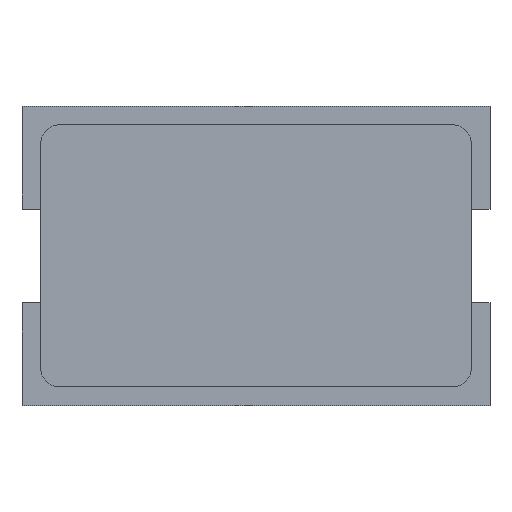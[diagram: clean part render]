
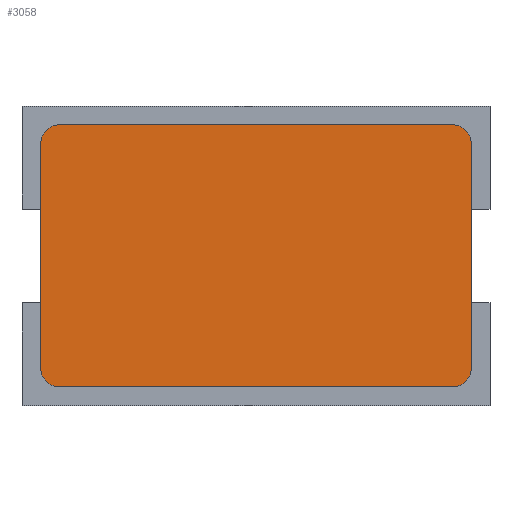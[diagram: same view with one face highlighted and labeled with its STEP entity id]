
A CAD part, top view. The second image highlights one B-rep face of the part: STEP entity #3058.
In plain terms, the highlighted planar face has unit normal (0, 0, 1).
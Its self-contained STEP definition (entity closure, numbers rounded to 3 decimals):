
#125 = ORIENTED_EDGE ( 'NONE', *, *, #1817, .T. ) ;
#137 = EDGE_CURVE ( 'NONE', #1444, #2820, #3205, .T. ) ;
#154 = DIRECTION ( 'NONE',  ( 0., 0., 1. ) ) ;
#205 = DIRECTION ( 'NONE',  ( 1., 0., 0. ) ) ;
#443 = ORIENTED_EDGE ( 'NONE', *, *, #1748, .T. ) ;
#584 = AXIS2_PLACEMENT_3D ( 'NONE', #847, #2113, #3375 ) ;
#599 = VECTOR ( 'NONE', #1922, 1000. ) ;
#623 = EDGE_CURVE ( 'NONE', #633, #1099, #3522, .T. ) ;
#633 = VERTEX_POINT ( 'NONE', #1815 ) ;
#660 = CARTESIAN_POINT ( 'NONE',  ( 2.3, -1.4, 1.4 ) ) ;
#705 = DIRECTION ( 'NONE',  ( -1., 0., 0. ) ) ;
#847 = CARTESIAN_POINT ( 'NONE',  ( -2.1, 1.2, 1.4 ) ) ;
#1037 = ORIENTED_EDGE ( 'NONE', *, *, #3499, .T. ) ;
#1038 = CIRCLE ( 'NONE', #4076, 0.2 ) ;
#1060 = VECTOR ( 'NONE', #205, 1000. ) ;
#1099 = VERTEX_POINT ( 'NONE', #1760 ) ;
#1169 = CARTESIAN_POINT ( 'NONE',  ( 2.1, -1.2, 1.4 ) ) ;
#1201 = CARTESIAN_POINT ( 'NONE',  ( -2.3, 1.4, 1.4 ) ) ;
#1202 = DIRECTION ( 'NONE',  ( 0., 0., -1. ) ) ;
#1283 = VERTEX_POINT ( 'NONE', #1976 ) ;
#1323 = CIRCLE ( 'NONE', #3055, 0.2 ) ;
#1347 = DIRECTION ( 'NONE',  ( 0., -1., 0. ) ) ;
#1388 = EDGE_CURVE ( 'NONE', #1283, #1543, #1038, .T. ) ;
#1420 = DIRECTION ( 'NONE',  ( -1., 0., 0. ) ) ;
#1444 = VERTEX_POINT ( 'NONE', #3044 ) ;
#1516 = FACE_OUTER_BOUND ( 'NONE', #2906, .T. ) ;
#1543 = VERTEX_POINT ( 'NONE', #3721 ) ;
#1628 = ORIENTED_EDGE ( 'NONE', *, *, #1388, .T. ) ;
#1748 = EDGE_CURVE ( 'NONE', #2431, #1444, #3679, .T. ) ;
#1760 = CARTESIAN_POINT ( 'NONE',  ( 2.3, -1.2, 1.4 ) ) ;
#1786 = LINE ( 'NONE', #3052, #1060 ) ;
#1815 = CARTESIAN_POINT ( 'NONE',  ( 2.1, -1.4, 1.4 ) ) ;
#1817 = EDGE_CURVE ( 'NONE', #1543, #2431, #4032, .T. ) ;
#1922 = DIRECTION ( 'NONE',  ( 0., 1., 0. ) ) ;
#1976 = CARTESIAN_POINT ( 'NONE',  ( 2.3, 1.2, 1.4 ) ) ;
#2062 = ORIENTED_EDGE ( 'NONE', *, *, #3388, .T. ) ;
#2099 = CARTESIAN_POINT ( 'NONE',  ( -2.1, 1.4, 1.4 ) ) ;
#2113 = DIRECTION ( 'NONE',  ( 0., 0., 1. ) ) ;
#2275 = CARTESIAN_POINT ( 'NONE',  ( -2.1, -1.2, 1.4 ) ) ;
#2431 = VERTEX_POINT ( 'NONE', #2099 ) ;
#2434 = DIRECTION ( 'NONE',  ( 0., 0., 1. ) ) ;
#2466 = DIRECTION ( 'NONE',  ( -1., 0., 0. ) ) ;
#2467 = DIRECTION ( 'NONE',  ( -1., 0., 0. ) ) ;
#2483 = ORIENTED_EDGE ( 'NONE', *, *, #623, .T. ) ;
#2541 = ORIENTED_EDGE ( 'NONE', *, *, #3548, .T. ) ;
#2784 = PLANE ( 'NONE',  #3309 ) ;
#2820 = VERTEX_POINT ( 'NONE', #3794 ) ;
#2906 = EDGE_LOOP ( 'NONE', ( #125, #443, #3912, #2541, #2062, #2483, #1037, #1628 ) ) ;
#2918 = CARTESIAN_POINT ( 'NONE',  ( -2.1, -1.4, 1.4 ) ) ;
#3001 = CARTESIAN_POINT ( 'NONE',  ( 2.1, 1.2, 1.4 ) ) ;
#3003 = CARTESIAN_POINT ( 'NONE',  ( -2.3, -1.4, 1.4 ) ) ;
#3044 = CARTESIAN_POINT ( 'NONE',  ( -2.3, 1.2, 1.4 ) ) ;
#3052 = CARTESIAN_POINT ( 'NONE',  ( -2.3, -1.4, 1.4 ) ) ;
#3055 = AXIS2_PLACEMENT_3D ( 'NONE', #2275, #3529, #705 ) ;
#3058 = ADVANCED_FACE ( 'NONE', ( #1516 ), #2784, .F. ) ;
#3205 = LINE ( 'NONE', #3003, #3457 ) ;
#3309 = AXIS2_PLACEMENT_3D ( 'NONE', #4034, #1202, #2467 ) ;
#3372 = VECTOR ( 'NONE', #2466, 1000. ) ;
#3375 = DIRECTION ( 'NONE',  ( -1., 0., 0. ) ) ;
#3388 = EDGE_CURVE ( 'NONE', #3556, #633, #1786, .T. ) ;
#3457 = VECTOR ( 'NONE', #1347, 1000. ) ;
#3487 = LINE ( 'NONE', #660, #599 ) ;
#3499 = EDGE_CURVE ( 'NONE', #1099, #1283, #3487, .T. ) ;
#3522 = CIRCLE ( 'NONE', #3780, 0.2 ) ;
#3529 = DIRECTION ( 'NONE',  ( 0., 0., 1. ) ) ;
#3548 = EDGE_CURVE ( 'NONE', #2820, #3556, #1323, .T. ) ;
#3556 = VERTEX_POINT ( 'NONE', #2918 ) ;
#3679 = CIRCLE ( 'NONE', #584, 0.2 ) ;
#3684 = DIRECTION ( 'NONE',  ( -1., 0., 0. ) ) ;
#3721 = CARTESIAN_POINT ( 'NONE',  ( 2.1, 1.4, 1.4 ) ) ;
#3780 = AXIS2_PLACEMENT_3D ( 'NONE', #1169, #2434, #3684 ) ;
#3794 = CARTESIAN_POINT ( 'NONE',  ( -2.3, -1.2, 1.4 ) ) ;
#3912 = ORIENTED_EDGE ( 'NONE', *, *, #137, .T. ) ;
#4032 = LINE ( 'NONE', #1201, #3372 ) ;
#4034 = CARTESIAN_POINT ( 'NONE',  ( 0., 0., 1.4 ) ) ;
#4076 = AXIS2_PLACEMENT_3D ( 'NONE', #3001, #154, #1420 ) ;
